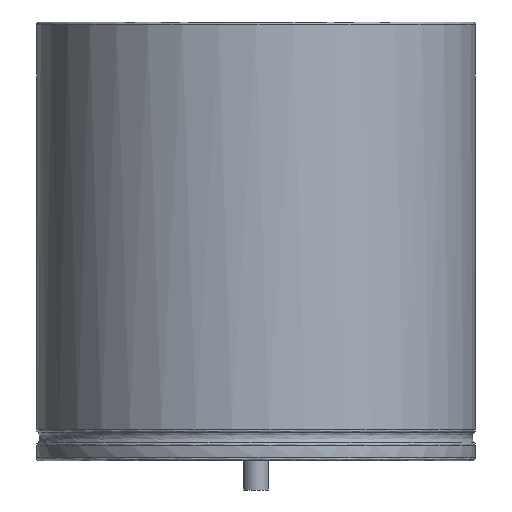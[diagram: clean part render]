
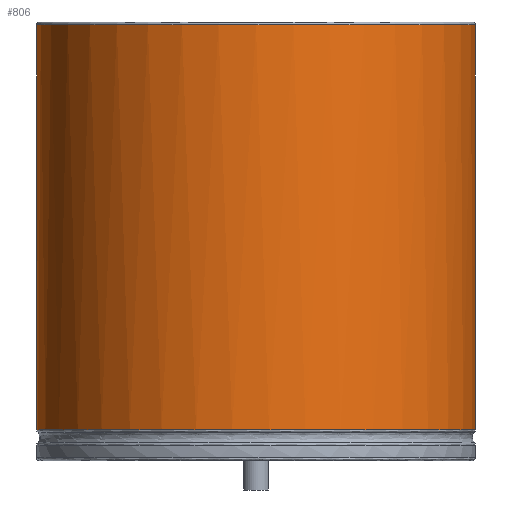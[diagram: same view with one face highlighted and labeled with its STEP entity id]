
A CAD part, left-side view. The second image highlights one B-rep face of the part: STEP entity #806.
In plain terms, the highlighted cylindrical face has radius 15 mm (diameter 30 mm), a partial arc.
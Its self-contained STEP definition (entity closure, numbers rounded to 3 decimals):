
#12=DIRECTION('',(0.,0.,1.));
#108=DIRECTION('',(0.,-0.,-1.));
#109=DIRECTION('',(0.924,-0.383,0.));
#231=VECTOR('',#12,1.);
#546=VERTEX_POINT('',#547);
#547=CARTESIAN_POINT('',(18.858,-5.74,2.135));
#557=ORIENTED_EDGE('',*,*,#558,.T.);
#558=EDGE_CURVE('',#546,#559,#561,.T.);
#559=VERTEX_POINT('',#560);
#560=CARTESIAN_POINT('',(18.858,5.74,2.135));
#561=B_SPLINE_CURVE_WITH_KNOTS('',13,(#562,#563,#564,#565,#566,#567,#568,#569,#570,#571,#572,#573,#574,#575,#576,#577,#578,#579,#580,#581,#582,#583,#584,#585,#586,#587,#588,#589,#590,#591,#592,#593,#594,#595,#596,#597,#598,#599),.UNSPECIFIED.,.F.,.F.,(14,12,12,14),(-3.514,0.,82.467,85.981),.UNSPECIFIED.);
#562=CARTESIAN_POINT('',(20.203,-2.494,2.135));
#563=CARTESIAN_POINT('',(20.099,-2.745,2.135));
#564=CARTESIAN_POINT('',(19.995,-2.997,2.135));
#565=CARTESIAN_POINT('',(19.891,-3.247,2.135));
#566=CARTESIAN_POINT('',(19.787,-3.498,2.135));
#567=CARTESIAN_POINT('',(19.683,-3.748,2.135));
#568=CARTESIAN_POINT('',(19.58,-3.998,2.135));
#569=CARTESIAN_POINT('',(19.476,-4.248,2.135));
#570=CARTESIAN_POINT('',(19.373,-4.497,2.135));
#571=CARTESIAN_POINT('',(19.27,-4.747,2.135));
#572=CARTESIAN_POINT('',(19.167,-4.995,2.135));
#573=CARTESIAN_POINT('',(19.064,-5.244,2.135));
#574=CARTESIAN_POINT('',(18.961,-5.492,2.135));
#575=CARTESIAN_POINT('',(16.447,-11.56,2.135));
#576=CARTESIAN_POINT('',(11.354,-16.367,2.135));
#577=CARTESIAN_POINT('',(4.044,-18.693,2.135));
#578=CARTESIAN_POINT('',(-4.079,-17.394,2.135));
#579=CARTESIAN_POINT('',(-10.934,-12.415,2.135));
#580=CARTESIAN_POINT('',(-15.295,-4.727,2.135));
#581=CARTESIAN_POINT('',(-15.295,4.727,2.135));
#582=CARTESIAN_POINT('',(-10.934,12.415,2.135));
#583=CARTESIAN_POINT('',(-4.079,17.394,2.135));
#584=CARTESIAN_POINT('',(4.044,18.693,2.135));
#585=CARTESIAN_POINT('',(11.354,16.367,2.135));
#586=CARTESIAN_POINT('',(16.447,11.56,2.135));
#587=CARTESIAN_POINT('',(18.961,5.492,2.135));
#588=CARTESIAN_POINT('',(19.064,5.244,2.135));
#589=CARTESIAN_POINT('',(19.167,4.995,2.135));
#590=CARTESIAN_POINT('',(19.27,4.747,2.135));
#591=CARTESIAN_POINT('',(19.373,4.497,2.135));
#592=CARTESIAN_POINT('',(19.476,4.248,2.135));
#593=CARTESIAN_POINT('',(19.58,3.998,2.135));
#594=CARTESIAN_POINT('',(19.683,3.748,2.135));
#595=CARTESIAN_POINT('',(19.787,3.498,2.135));
#596=CARTESIAN_POINT('',(19.891,3.247,2.135));
#597=CARTESIAN_POINT('',(19.995,2.997,2.135));
#598=CARTESIAN_POINT('',(20.099,2.745,2.135));
#599=CARTESIAN_POINT('',(20.203,2.494,2.135));
#806=ADVANCED_FACE('',(#807),#826,.T.);
#807=FACE_BOUND('',#808,.F.);
#808=EDGE_LOOP('',(#809,#557,#815,#821));
#809=ORIENTED_EDGE('',*,*,#810,.F.);
#810=EDGE_CURVE('',#546,#811,#813,.T.);
#811=VERTEX_POINT('',#812);
#812=CARTESIAN_POINT('',(18.858,-5.74,29.8));
#813=LINE('',#814,#231);
#814=CARTESIAN_POINT('',(18.858,-5.74,2.));
#815=ORIENTED_EDGE('',*,*,#816,.T.);
#816=EDGE_CURVE('',#559,#817,#819,.T.);
#817=VERTEX_POINT('',#818);
#818=CARTESIAN_POINT('',(18.858,5.74,29.8));
#819=LINE('',#820,#231);
#820=CARTESIAN_POINT('',(18.858,5.74,2.));
#821=ORIENTED_EDGE('',*,*,#822,.F.);
#822=EDGE_CURVE('',#811,#817,#823,.T.);
#823=CIRCLE('',#824,15.);
#824=AXIS2_PLACEMENT_3D('',#825,#108,#109);
#825=CARTESIAN_POINT('',(5.,0.,29.8));
#826=CYLINDRICAL_SURFACE('',#827,15.);
#827=AXIS2_PLACEMENT_3D('',#828,#12,#109);
#828=CARTESIAN_POINT('',(5.,0.,2.));
